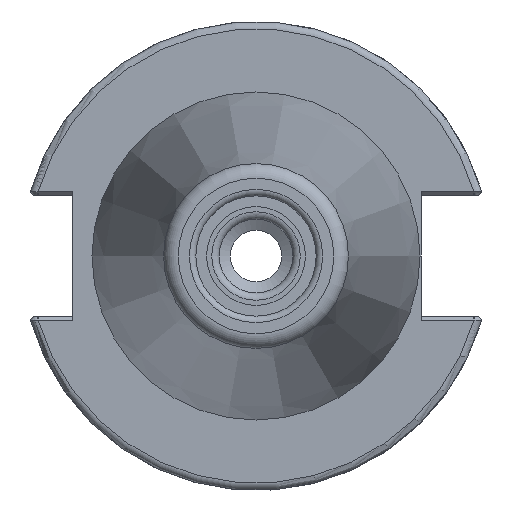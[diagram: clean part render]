
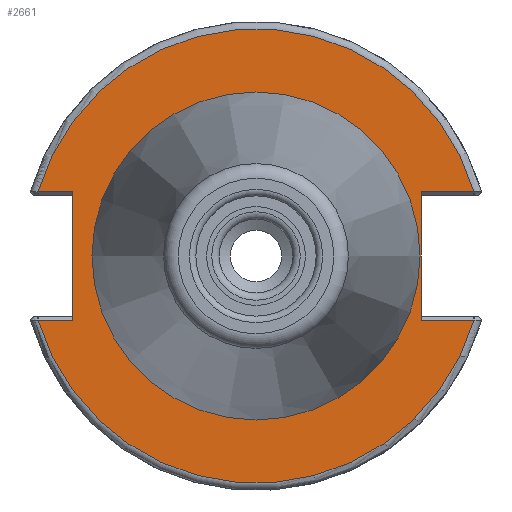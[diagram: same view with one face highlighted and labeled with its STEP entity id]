
A CAD part, left-side view. The second image highlights one B-rep face of the part: STEP entity #2661.
In plain terms, the highlighted planar face has unit normal (-1, 0, 0).
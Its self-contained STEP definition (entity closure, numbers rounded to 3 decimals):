
#106=FACE_BOUND('',#617,.T.);
#128=PLANE('',#2844);
#190=LINE('',#4286,#329);
#202=LINE('',#4431,#341);
#204=LINE('',#4491,#343);
#205=LINE('',#4495,#344);
#206=LINE('',#4497,#345);
#207=LINE('',#4498,#346);
#329=VECTOR('',#3226,10.);
#341=VECTOR('',#3250,10.);
#343=VECTOR('',#3268,10.);
#344=VECTOR('',#3271,10.);
#345=VECTOR('',#3272,10.);
#346=VECTOR('',#3273,10.);
#469=FACE_OUTER_BOUND('',#616,.T.);
#616=EDGE_LOOP('',(#1876,#1877,#1878,#1879,#1880,#1881,#1882,#1883));
#617=EDGE_LOOP('',(#1884,#1885));
#773=CIRCLE('',#2843,30.775);
#774=CIRCLE('',#2845,30.775);
#775=CIRCLE('',#2846,22.225);
#776=CIRCLE('',#2847,22.225);
#1067=VERTEX_POINT('',#4283);
#1068=VERTEX_POINT('',#4285);
#1084=VERTEX_POINT('',#4429);
#1089=VERTEX_POINT('',#4469);
#1091=VERTEX_POINT('',#4490);
#1092=VERTEX_POINT('',#4492);
#1093=VERTEX_POINT('',#4494);
#1094=VERTEX_POINT('',#4496);
#1095=VERTEX_POINT('',#4499);
#1096=VERTEX_POINT('',#4500);
#1375=EDGE_CURVE('',#1068,#1067,#190,.T.);
#1397=EDGE_CURVE('',#1068,#1084,#202,.T.);
#1405=EDGE_CURVE('',#1084,#1089,#773,.T.);
#1408=EDGE_CURVE('',#1091,#1067,#204,.T.);
#1409=EDGE_CURVE('',#1092,#1091,#774,.T.);
#1410=EDGE_CURVE('',#1093,#1092,#205,.T.);
#1411=EDGE_CURVE('',#1093,#1094,#206,.T.);
#1412=EDGE_CURVE('',#1089,#1094,#207,.T.);
#1413=EDGE_CURVE('',#1095,#1096,#775,.T.);
#1414=EDGE_CURVE('',#1096,#1095,#776,.T.);
#1876=ORIENTED_EDGE('',*,*,#1397,.F.);
#1877=ORIENTED_EDGE('',*,*,#1375,.T.);
#1878=ORIENTED_EDGE('',*,*,#1408,.F.);
#1879=ORIENTED_EDGE('',*,*,#1409,.F.);
#1880=ORIENTED_EDGE('',*,*,#1410,.F.);
#1881=ORIENTED_EDGE('',*,*,#1411,.T.);
#1882=ORIENTED_EDGE('',*,*,#1412,.F.);
#1883=ORIENTED_EDGE('',*,*,#1405,.F.);
#1884=ORIENTED_EDGE('',*,*,#1413,.T.);
#1885=ORIENTED_EDGE('',*,*,#1414,.T.);
#2661=ADVANCED_FACE('',(#469,#106),#128,.T.);
#2843=AXIS2_PLACEMENT_3D('',#4470,#3264,#3265);
#2844=AXIS2_PLACEMENT_3D('',#4489,#3266,#3267);
#2845=AXIS2_PLACEMENT_3D('',#4493,#3269,#3270);
#2846=AXIS2_PLACEMENT_3D('',#4501,#3274,#3275);
#2847=AXIS2_PLACEMENT_3D('',#4502,#3276,#3277);
#3226=DIRECTION('',(0.,0.,1.));
#3250=DIRECTION('',(0.,-1.,0.));
#3264=DIRECTION('center_axis',(1.,0.,0.));
#3265=DIRECTION('ref_axis',(0.,0.,-1.));
#3266=DIRECTION('center_axis',(-1.,0.,0.));
#3267=DIRECTION('ref_axis',(0.,0.,1.));
#3268=DIRECTION('',(0.,1.,0.));
#3269=DIRECTION('center_axis',(1.,0.,0.));
#3270=DIRECTION('ref_axis',(0.,0.,-1.));
#3271=DIRECTION('',(0.,1.,0.));
#3272=DIRECTION('',(0.,0.,-1.));
#3273=DIRECTION('',(0.,-1.,0.));
#3274=DIRECTION('center_axis',(1.,0.,0.));
#3275=DIRECTION('ref_axis',(0.,0.,-1.));
#3276=DIRECTION('center_axis',(1.,0.,0.));
#3277=DIRECTION('ref_axis',(0.,0.,-1.));
#4283=CARTESIAN_POINT('',(1.,-22.41,8.69));
#4285=CARTESIAN_POINT('',(1.,-22.41,-8.69));
#4286=CARTESIAN_POINT('',(1.,-22.41,-4.095));
#4429=CARTESIAN_POINT('',(1.,-29.523,-8.69));
#4431=CARTESIAN_POINT('',(1.,-4.878,-8.69));
#4469=CARTESIAN_POINT('',(1.,29.523,-8.69));
#4470=CARTESIAN_POINT('Origin',(1.,0.,0.));
#4489=CARTESIAN_POINT('Origin',(1.,30.775,0.));
#4490=CARTESIAN_POINT('',(1.,-29.523,8.69));
#4491=CARTESIAN_POINT('',(1.,4.182,8.69));
#4492=CARTESIAN_POINT('',(1.,29.523,8.69));
#4493=CARTESIAN_POINT('Origin',(1.,0.,0.));
#4494=CARTESIAN_POINT('',(1.,24.8,8.69));
#4495=CARTESIAN_POINT('',(1.,32.958,8.69));
#4496=CARTESIAN_POINT('',(1.,24.8,-8.69));
#4497=CARTESIAN_POINT('',(1.,24.8,4.095));
#4498=CARTESIAN_POINT('',(1.,27.788,-8.69));
#4499=CARTESIAN_POINT('',(1.,22.225,0.));
#4500=CARTESIAN_POINT('',(1.,-22.225,0.));
#4501=CARTESIAN_POINT('Origin',(1.,0.,
0.));
#4502=CARTESIAN_POINT('Origin',(1.,0.,
0.));
